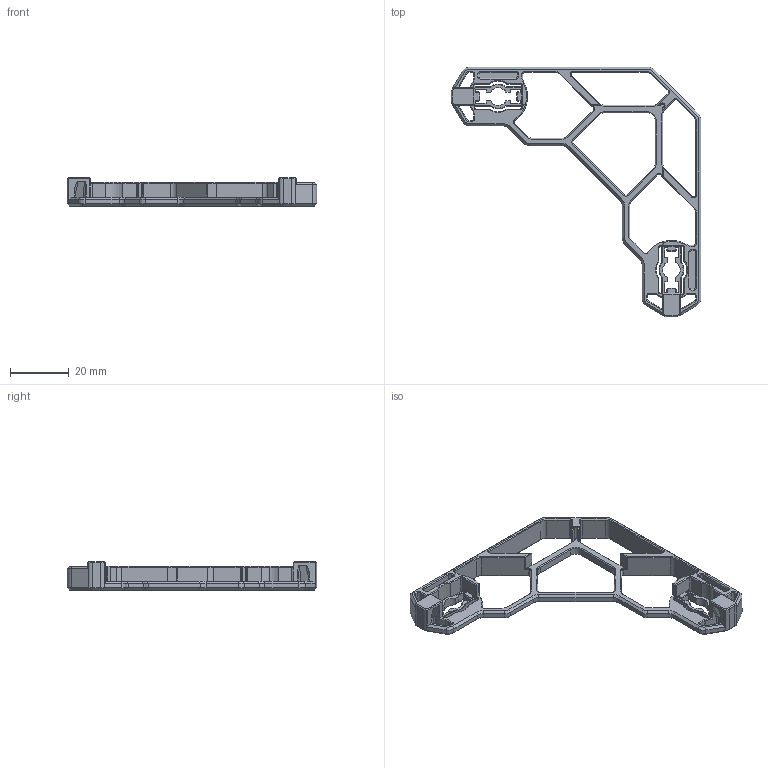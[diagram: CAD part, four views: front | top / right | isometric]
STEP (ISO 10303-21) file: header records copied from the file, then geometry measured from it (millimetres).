
FILE_DESCRIPTION (( 'STEP AP203' ), '1' );
FILE_NAME ('corner_lock_body_2060_5.STEP', '2020-10-22T19:40:44', ( '' ), ( '' ), 'SwSTEP 2.0', 'SolidWorks 2019', '' );
FILE_SCHEMA (( 'CONFIG_CONTROL_DESIGN' ));
Length unit declared in the file: millimetre
Products named in the file (1): corner_lock_body_2060_5
Bounding box: 85 x 85 x 9.6 mm (x, y, z)
Volume: 6601.1 mm3; surface area: 8118.6 mm2
Topology: 1 solids, 1 shells, 724 faces, 1784 edges, 1056 vertices
Faces by surface type: plane 390, cone 191, cylinder 131, bspline 12
Entity records: 21731 total; most frequent: CARTESIAN_POINT 4675, ORIENTED_EDGE 3568, DIRECTION 3509, EDGE_CURVE 1784, LINE 1199, VECTOR 1199, AXIS2_PLACEMENT_3D 1155, VERTEX_POINT 1056
